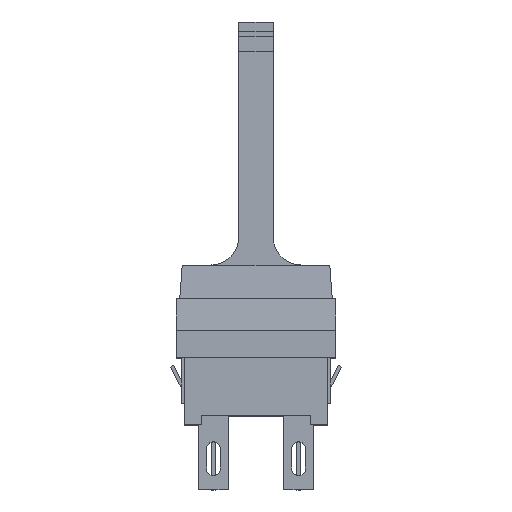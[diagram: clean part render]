
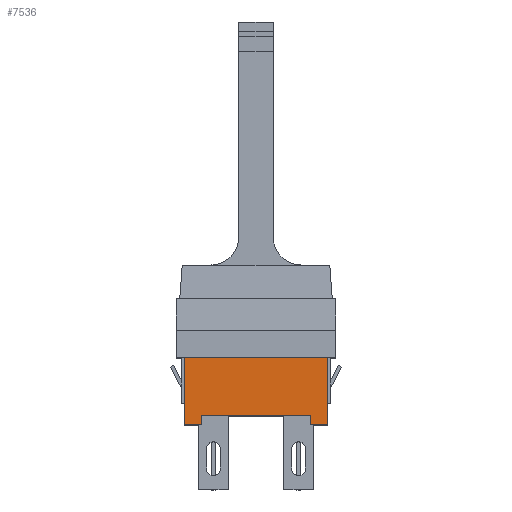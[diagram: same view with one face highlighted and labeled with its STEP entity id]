
A CAD part, top view. The second image highlights one B-rep face of the part: STEP entity #7536.
In plain terms, the highlighted planar face has unit normal (0, 0, 1).
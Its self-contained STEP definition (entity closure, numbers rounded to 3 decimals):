
#37 = CARTESIAN_POINT ( 'NONE',  ( -6.3, 5.9, 1.5 ) ) ;
#333 = CARTESIAN_POINT ( 'NONE',  ( -4.8, 0., 1.5 ) ) ;
#431 = EDGE_CURVE ( 'NONE', #1103, #9639, #13783, .T. ) ;
#616 = DIRECTION ( 'NONE',  ( -1., 0., 0. ) ) ;
#658 = LINE ( 'NONE', #13760, #13793 ) ;
#1103 = VERTEX_POINT ( 'NONE', #6963 ) ;
#1399 = EDGE_CURVE ( 'NONE', #9639, #4366, #15090, .T. ) ;
#1765 = LINE ( 'NONE', #3459, #14861 ) ;
#1973 = VERTEX_POINT ( 'NONE', #8764 ) ;
#2085 = PLANE ( 'NONE',  #2346 ) ;
#2346 = AXIS2_PLACEMENT_3D ( 'NONE', #4671, #13542, #5919 ) ;
#2829 = CARTESIAN_POINT ( 'NONE',  ( -6.3, 0., 1.5 ) ) ;
#3459 = CARTESIAN_POINT ( 'NONE',  ( 4.8, 5.9, 1.5 ) ) ;
#3687 = FACE_OUTER_BOUND ( 'NONE', #3846, .T. ) ;
#3846 = EDGE_LOOP ( 'NONE', ( #14012, #14011, #12797, #6076, #12002, #14952, #13698, #4483 ) ) ;
#3914 = VECTOR ( 'NONE', #15335, 1000. ) ;
#4366 = VERTEX_POINT ( 'NONE', #14705 ) ;
#4380 = EDGE_CURVE ( 'NONE', #15400, #5022, #7282, .T. ) ;
#4475 = VECTOR ( 'NONE', #8956, 1000. ) ;
#4483 = ORIENTED_EDGE ( 'NONE', *, *, #1399, .F. ) ;
#4671 = CARTESIAN_POINT ( 'NONE',  ( -6.3, 5.9, 1.5 ) ) ;
#4736 = DIRECTION ( 'NONE',  ( 0., 1., 0. ) ) ;
#4842 = CARTESIAN_POINT ( 'NONE',  ( 6.3, 0., 1.5 ) ) ;
#4992 = VECTOR ( 'NONE', #616, 1000. ) ;
#5022 = VERTEX_POINT ( 'NONE', #14480 ) ;
#5580 = CARTESIAN_POINT ( 'NONE',  ( 4.8, 0.8, 1.5 ) ) ;
#5919 = DIRECTION ( 'NONE',  ( -1., 0., 0. ) ) ;
#6076 = ORIENTED_EDGE ( 'NONE', *, *, #4380, .F. ) ;
#6468 = EDGE_CURVE ( 'NONE', #4366, #1973, #14199, .T. ) ;
#6490 = CARTESIAN_POINT ( 'NONE',  ( -4.8, 0.8, 1.5 ) ) ;
#6882 = VECTOR ( 'NONE', #14771, 1000. ) ;
#6963 = CARTESIAN_POINT ( 'NONE',  ( -4.8, 0.8, 1.5 ) ) ;
#7282 = LINE ( 'NONE', #12832, #6882 ) ;
#7536 = ADVANCED_FACE ( 'NONE', ( #3687 ), #2085, .F. ) ;
#7818 = VECTOR ( 'NONE', #11345, 1000. ) ;
#7847 = DIRECTION ( 'NONE',  ( 1., 0., 0. ) ) ;
#8313 = EDGE_CURVE ( 'NONE', #15931, #15400, #658, .T. ) ;
#8764 = CARTESIAN_POINT ( 'NONE',  ( -6.3, 5.9, 1.5 ) ) ;
#8956 = DIRECTION ( 'NONE',  ( 0., 1., 0. ) ) ;
#9116 = VERTEX_POINT ( 'NONE', #5580 ) ;
#9639 = VERTEX_POINT ( 'NONE', #333 ) ;
#10071 = DIRECTION ( 'NONE',  ( 0., -1., 0. ) ) ;
#11011 = EDGE_CURVE ( 'NONE', #1973, #15931, #15858, .T. ) ;
#11326 = CARTESIAN_POINT ( 'NONE',  ( -4.8, 5.9, 1.5 ) ) ;
#11345 = DIRECTION ( 'NONE',  ( 0., -1., 0. ) ) ;
#12002 = ORIENTED_EDGE ( 'NONE', *, *, #8313, .F. ) ;
#12044 = EDGE_CURVE ( 'NONE', #5022, #9116, #1765, .T. ) ;
#12797 = ORIENTED_EDGE ( 'NONE', *, *, #12044, .F. ) ;
#12832 = CARTESIAN_POINT ( 'NONE',  ( -6.3, 0., 1.5 ) ) ;
#12874 = LINE ( 'NONE', #6490, #3914 ) ;
#13542 = DIRECTION ( 'NONE',  ( 0., 0., -1. ) ) ;
#13698 = ORIENTED_EDGE ( 'NONE', *, *, #6468, .F. ) ;
#13760 = CARTESIAN_POINT ( 'NONE',  ( 6.3, 5.9, 1.5 ) ) ;
#13783 = LINE ( 'NONE', #11326, #7818 ) ;
#13793 = VECTOR ( 'NONE', #10071, 1000. ) ;
#14011 = ORIENTED_EDGE ( 'NONE', *, *, #15560, .F. ) ;
#14012 = ORIENTED_EDGE ( 'NONE', *, *, #431, .F. ) ;
#14163 = CARTESIAN_POINT ( 'NONE',  ( -6.3, 5.9, 1.5 ) ) ;
#14199 = LINE ( 'NONE', #37, #4475 ) ;
#14480 = CARTESIAN_POINT ( 'NONE',  ( 4.8, 0., 1.5 ) ) ;
#14705 = CARTESIAN_POINT ( 'NONE',  ( -6.3, 0., 1.5 ) ) ;
#14771 = DIRECTION ( 'NONE',  ( -1., 0., 0. ) ) ;
#14861 = VECTOR ( 'NONE', #4736, 1000. ) ;
#14952 = ORIENTED_EDGE ( 'NONE', *, *, #11011, .F. ) ;
#15090 = LINE ( 'NONE', #2829, #4992 ) ;
#15335 = DIRECTION ( 'NONE',  ( -1., 0., 0. ) ) ;
#15400 = VERTEX_POINT ( 'NONE', #4842 ) ;
#15481 = VECTOR ( 'NONE', #7847, 1000. ) ;
#15560 = EDGE_CURVE ( 'NONE', #9116, #1103, #12874, .T. ) ;
#15858 = LINE ( 'NONE', #14163, #15481 ) ;
#15931 = VERTEX_POINT ( 'NONE', #16003 ) ;
#16003 = CARTESIAN_POINT ( 'NONE',  ( 6.3, 5.9, 1.5 ) ) ;
